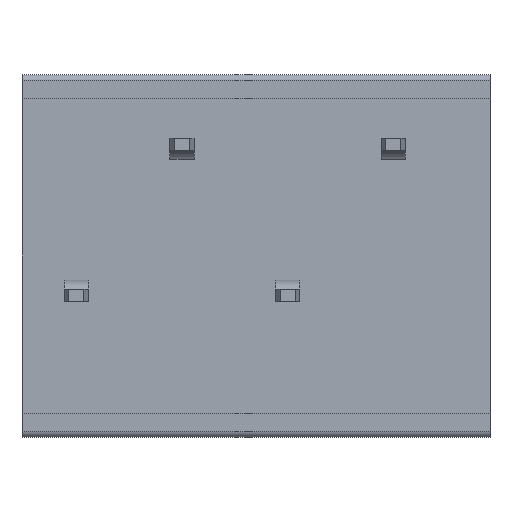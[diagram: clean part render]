
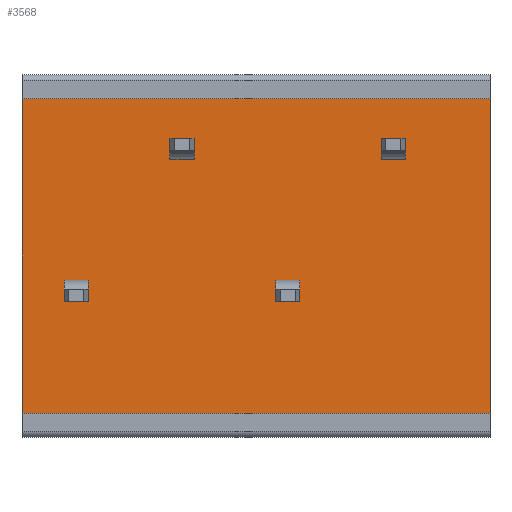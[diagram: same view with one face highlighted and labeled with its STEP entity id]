
A CAD part, front view. The second image highlights one B-rep face of the part: STEP entity #3568.
In plain terms, the highlighted planar face has unit normal (0, -1, 0).
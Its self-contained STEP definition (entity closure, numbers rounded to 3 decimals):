
#54=DIRECTION('',(0.,0.,-1.));
#55=VECTOR('',#54,10.4);
#56=CARTESIAN_POINT('',(1.5,-5.45,5.2));
#57=LINE('',#56,#55);
#180=DIRECTION('',(-1.,0.,0.));
#181=VECTOR('',#180,15.5);
#182=CARTESIAN_POINT('',(1.5,-5.45,5.2));
#183=LINE('',#182,#181);
#184=DIRECTION('',(0.,0.,-1.));
#185=VECTOR('',#184,0.4);
#186=CARTESIAN_POINT('',(-2.1,-5.45,3.9));
#187=LINE('',#186,#185);
#188=DIRECTION('',(1.,0.,0.));
#189=VECTOR('',#188,0.8);
#190=CARTESIAN_POINT('',(-2.1,-5.45,3.5));
#191=LINE('',#190,#189);
#192=DIRECTION('',(0.,0.,-1.));
#193=VECTOR('',#192,0.4);
#194=CARTESIAN_POINT('',(-1.3,-5.45,3.9));
#195=LINE('',#194,#193);
#196=DIRECTION('',(1.,0.,0.));
#197=VECTOR('',#196,0.8);
#198=CARTESIAN_POINT('',(-2.1,-5.45,3.9));
#199=LINE('',#198,#197);
#200=DIRECTION('',(0.,0.,-1.));
#201=VECTOR('',#200,0.4);
#202=CARTESIAN_POINT('',(-9.1,-5.45,3.9));
#203=LINE('',#202,#201);
#204=DIRECTION('',(1.,0.,0.));
#205=VECTOR('',#204,0.8);
#206=CARTESIAN_POINT('',(-9.1,-5.45,3.5));
#207=LINE('',#206,#205);
#208=DIRECTION('',(0.,0.,-1.));
#209=VECTOR('',#208,0.4);
#210=CARTESIAN_POINT('',(-8.3,-5.45,3.9));
#211=LINE('',#210,#209);
#212=DIRECTION('',(1.,0.,0.));
#213=VECTOR('',#212,0.8);
#214=CARTESIAN_POINT('',(-9.1,-5.45,3.9));
#215=LINE('',#214,#213);
#216=DIRECTION('',(0.,0.,-1.));
#217=VECTOR('',#216,0.4);
#218=CARTESIAN_POINT('',(-5.6,-5.45,-1.1));
#219=LINE('',#218,#217);
#220=DIRECTION('',(1.,0.,0.));
#221=VECTOR('',#220,0.8);
#222=CARTESIAN_POINT('',(-5.6,-5.45,-1.5));
#223=LINE('',#222,#221);
#224=DIRECTION('',(0.,0.,-1.));
#225=VECTOR('',#224,0.4);
#226=CARTESIAN_POINT('',(-4.8,-5.45,-1.1));
#227=LINE('',#226,#225);
#228=DIRECTION('',(1.,0.,0.));
#229=VECTOR('',#228,0.8);
#230=CARTESIAN_POINT('',(-5.6,-5.45,-1.1));
#231=LINE('',#230,#229);
#232=DIRECTION('',(0.,0.,-1.));
#233=VECTOR('',#232,0.4);
#234=CARTESIAN_POINT('',(-12.6,-5.45,-1.1));
#235=LINE('',#234,#233);
#236=DIRECTION('',(1.,0.,0.));
#237=VECTOR('',#236,0.8);
#238=CARTESIAN_POINT('',(-12.6,-5.45,-1.5));
#239=LINE('',#238,#237);
#240=DIRECTION('',(0.,0.,-1.));
#241=VECTOR('',#240,0.4);
#242=CARTESIAN_POINT('',(-11.8,-5.45,-1.1));
#243=LINE('',#242,#241);
#244=DIRECTION('',(1.,0.,0.));
#245=VECTOR('',#244,0.8);
#246=CARTESIAN_POINT('',(-12.6,-5.45,-1.1));
#247=LINE('',#246,#245);
#248=DIRECTION('',(-1.,0.,0.));
#249=VECTOR('',#248,15.5);
#250=CARTESIAN_POINT('',(1.5,-5.45,-5.2));
#251=LINE('',#250,#249);
#1827=DIRECTION('',(0.,0.,-1.));
#1828=VECTOR('',#1827,10.4);
#1829=CARTESIAN_POINT('',(-14.,-5.45,5.2));
#1830=LINE('',#1829,#1828);
#2576=CARTESIAN_POINT('',(1.5,-5.45,5.2));
#2577=VERTEX_POINT('',#2576);
#2578=CARTESIAN_POINT('',(1.5,-5.45,-5.2));
#2579=VERTEX_POINT('',#2578);
#2624=CARTESIAN_POINT('',(-14.,-5.45,5.2));
#2625=VERTEX_POINT('',#2624);
#2626=CARTESIAN_POINT('',(-14.,-5.45,-5.2));
#2627=VERTEX_POINT('',#2626);
#2708=CARTESIAN_POINT('',(-2.1,-5.45,3.9));
#2709=CARTESIAN_POINT('',(-2.1,-5.45,3.5));
#2710=VERTEX_POINT('',#2708);
#2711=VERTEX_POINT('',#2709);
#2712=CARTESIAN_POINT('',(-1.3,-5.45,3.9));
#2713=CARTESIAN_POINT('',(-1.3,-5.45,3.5));
#2714=VERTEX_POINT('',#2712);
#2715=VERTEX_POINT('',#2713);
#2740=CARTESIAN_POINT('',(-5.6,-5.45,-1.1));
#2741=CARTESIAN_POINT('',(-5.6,-5.45,-1.5));
#2742=VERTEX_POINT('',#2740);
#2743=VERTEX_POINT('',#2741);
#2744=CARTESIAN_POINT('',(-4.8,-5.45,-1.1));
#2745=CARTESIAN_POINT('',(-4.8,-5.45,-1.5));
#2746=VERTEX_POINT('',#2744);
#2747=VERTEX_POINT('',#2745);
#2804=CARTESIAN_POINT('',(-9.1,-5.45,3.9));
#2805=VERTEX_POINT('',#2804);
#2806=CARTESIAN_POINT('',(-9.1,-5.45,3.5));
#2807=VERTEX_POINT('',#2806);
#2808=CARTESIAN_POINT('',(-8.3,-5.45,3.9));
#2809=VERTEX_POINT('',#2808);
#2810=CARTESIAN_POINT('',(-8.3,-5.45,3.5));
#2811=VERTEX_POINT('',#2810);
#2852=CARTESIAN_POINT('',(-12.6,-5.45,-1.1));
#2853=VERTEX_POINT('',#2852);
#2854=CARTESIAN_POINT('',(-12.6,-5.45,-1.5));
#2855=VERTEX_POINT('',#2854);
#2856=CARTESIAN_POINT('',(-11.8,-5.45,-1.1));
#2857=VERTEX_POINT('',#2856);
#2858=CARTESIAN_POINT('',(-11.8,-5.45,-1.5));
#2859=VERTEX_POINT('',#2858);
#3515=CARTESIAN_POINT('',(1.5,-5.45,5.2));
#3516=DIRECTION('',(0.,-1.,0.));
#3517=DIRECTION('',(0.,0.,-1.));
#3518=AXIS2_PLACEMENT_3D('',#3515,#3516,#3517);
#3519=PLANE('',#3518);
#3520=ORIENTED_EDGE('',*,*,#3271,.T.);
#3522=ORIENTED_EDGE('',*,*,#3521,.T.);
#3524=ORIENTED_EDGE('',*,*,#3523,.F.);
#3525=ORIENTED_EDGE('',*,*,#3507,.F.);
#3526=EDGE_LOOP('',(#3520,#3522,#3524,#3525));
#3527=FACE_OUTER_BOUND('',#3526,.F.);
#3529=ORIENTED_EDGE('',*,*,#3528,.T.);
#3531=ORIENTED_EDGE('',*,*,#3530,.T.);
#3533=ORIENTED_EDGE('',*,*,#3532,.F.);
#3535=ORIENTED_EDGE('',*,*,#3534,.F.);
#3536=EDGE_LOOP('',(#3529,#3531,#3533,#3535));
#3537=FACE_BOUND('',#3536,.F.);
#3539=ORIENTED_EDGE('',*,*,#3538,.T.);
#3541=ORIENTED_EDGE('',*,*,#3540,.T.);
#3543=ORIENTED_EDGE('',*,*,#3542,.F.);
#3545=ORIENTED_EDGE('',*,*,#3544,.F.);
#3546=EDGE_LOOP('',(#3539,#3541,#3543,#3545));
#3547=FACE_BOUND('',#3546,.F.);
#3549=ORIENTED_EDGE('',*,*,#3548,.T.);
#3551=ORIENTED_EDGE('',*,*,#3550,.T.);
#3553=ORIENTED_EDGE('',*,*,#3552,.F.);
#3555=ORIENTED_EDGE('',*,*,#3554,.F.);
#3556=EDGE_LOOP('',(#3549,#3551,#3553,#3555));
#3557=FACE_BOUND('',#3556,.F.);
#3559=ORIENTED_EDGE('',*,*,#3558,.T.);
#3561=ORIENTED_EDGE('',*,*,#3560,.T.);
#3563=ORIENTED_EDGE('',*,*,#3562,.F.);
#3565=ORIENTED_EDGE('',*,*,#3564,.F.);
#3566=EDGE_LOOP('',(#3559,#3561,#3563,#3565));
#3567=FACE_BOUND('',#3566,.F.);
#3271=EDGE_CURVE('',#2577,#2579,#57,.T.);
#3507=EDGE_CURVE('',#2577,#2625,#183,.T.);
#3521=EDGE_CURVE('',#2579,#2627,#251,.T.);
#3523=EDGE_CURVE('',#2625,#2627,#1830,.T.);
#3528=EDGE_CURVE('',#2710,#2711,#187,.T.);
#3530=EDGE_CURVE('',#2711,#2715,#191,.T.);
#3532=EDGE_CURVE('',#2714,#2715,#195,.T.);
#3534=EDGE_CURVE('',#2710,#2714,#199,.T.);
#3538=EDGE_CURVE('',#2805,#2807,#203,.T.);
#3540=EDGE_CURVE('',#2807,#2811,#207,.T.);
#3542=EDGE_CURVE('',#2809,#2811,#211,.T.);
#3544=EDGE_CURVE('',#2805,#2809,#215,.T.);
#3548=EDGE_CURVE('',#2742,#2743,#219,.T.);
#3550=EDGE_CURVE('',#2743,#2747,#223,.T.);
#3552=EDGE_CURVE('',#2746,#2747,#227,.T.);
#3554=EDGE_CURVE('',#2742,#2746,#231,.T.);
#3558=EDGE_CURVE('',#2853,#2855,#235,.T.);
#3560=EDGE_CURVE('',#2855,#2859,#239,.T.);
#3562=EDGE_CURVE('',#2857,#2859,#243,.T.);
#3564=EDGE_CURVE('',#2853,#2857,#247,.T.);
#3568=ADVANCED_FACE('',(#3527,#3537,#3547,#3557,#3567),#3519,.T.);
